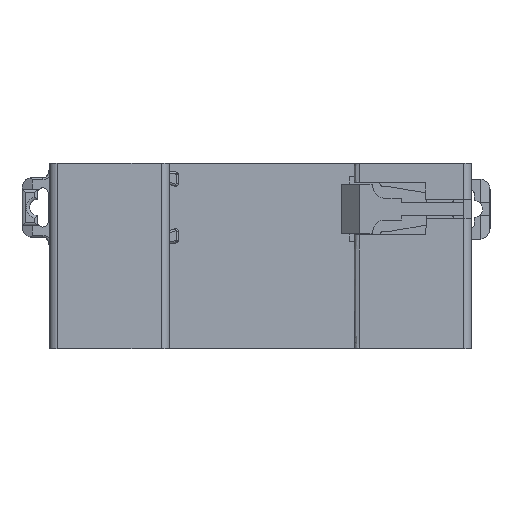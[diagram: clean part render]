
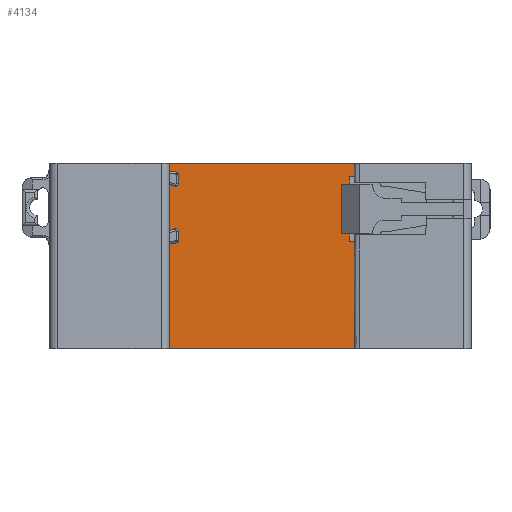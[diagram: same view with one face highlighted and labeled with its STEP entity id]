
A CAD part, left-side view. The second image highlights one B-rep face of the part: STEP entity #4134.
In plain terms, the highlighted planar face has unit normal (-1, 0.001, 0).
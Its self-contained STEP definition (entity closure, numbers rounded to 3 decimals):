
#15=DIRECTION('',(-0.001,-1.,0.));
#16=VECTOR('',#15,35.476);
#17=CARTESIAN_POINT('',(-28.888,17.504,0.));
#18=LINE('',#17,#16);
#681=DIRECTION('',(0.,0.,-1.));
#682=VECTOR('',#681,20.45);
#683=CARTESIAN_POINT('',(-28.912,-17.971,20.45));
#684=LINE('',#683,#682);
#685=DIRECTION('',(0.,0.,-1.));
#686=VECTOR('',#685,2.35);
#687=CARTESIAN_POINT('',(-28.912,-17.971,35.6));
#688=LINE('',#687,#686);
#689=DIRECTION('',(0.,0.,1.));
#690=VECTOR('',#689,12.8);
#691=CARTESIAN_POINT('',(-28.912,-17.971,20.45));
#692=LINE('',#691,#690);
#836=DIRECTION('',(0.001,1.,0.));
#837=VECTOR('',#836,35.476);
#838=CARTESIAN_POINT('',(-28.912,-17.971,35.6));
#839=LINE('',#838,#837);
#1035=DIRECTION('',(0.,0.,-1.));
#1036=VECTOR('',#1035,35.6);
#1037=CARTESIAN_POINT('',(-28.888,17.504,35.6));
#1038=LINE('',#1037,#1036);
#2692=CARTESIAN_POINT('',(-28.888,17.504,0.));
#2693=VERTEX_POINT('',#2692);
#2694=CARTESIAN_POINT('',(-28.912,-17.971,0.));
#2695=VERTEX_POINT('',#2694);
#2926=CARTESIAN_POINT('',(-28.912,-17.971,35.6));
#2927=VERTEX_POINT('',#2926);
#2928=CARTESIAN_POINT('',(-28.888,17.504,35.6));
#2929=VERTEX_POINT('',#2928);
#3003=CARTESIAN_POINT('',(-28.912,-17.971,20.45));
#3004=CARTESIAN_POINT('',(-28.912,-17.971,
33.25));
#3005=VERTEX_POINT('',#3003);
#3006=VERTEX_POINT('',#3004);
#4117=CARTESIAN_POINT('',(-28.888,17.504,0.));
#4118=DIRECTION('',(-1.,0.001,0.));
#4119=DIRECTION('',(-0.001,-1.,0.));
#4120=AXIS2_PLACEMENT_3D('',#4117,#4118,#4119);
#4121=PLANE('',#4120);
#4123=ORIENTED_EDGE('',*,*,#4122,.F.);
#4124=ORIENTED_EDGE('',*,*,#4100,.T.);
#4125=ORIENTED_EDGE('',*,*,#3427,.F.);
#4127=ORIENTED_EDGE('',*,*,#4126,.F.);
#4129=ORIENTED_EDGE('',*,*,#4128,.F.);
#4131=ORIENTED_EDGE('',*,*,#4130,.T.);
#4132=EDGE_LOOP('',(#4123,#4124,#4125,#4127,#4129,#4131));
#4133=FACE_OUTER_BOUND('',#4132,.F.);
#4134=ADVANCED_FACE('',(#4133),#4121,.T.);
#3427=EDGE_CURVE('',#2693,#2695,#18,.T.);
#4100=EDGE_CURVE('',#3005,#2695,#684,.T.);
#4122=EDGE_CURVE('',#3005,#3006,#692,.T.);
#4126=EDGE_CURVE('',#2929,#2693,#1038,.T.);
#4128=EDGE_CURVE('',#2927,#2929,#839,.T.);
#4130=EDGE_CURVE('',#2927,#3006,#688,.T.);
